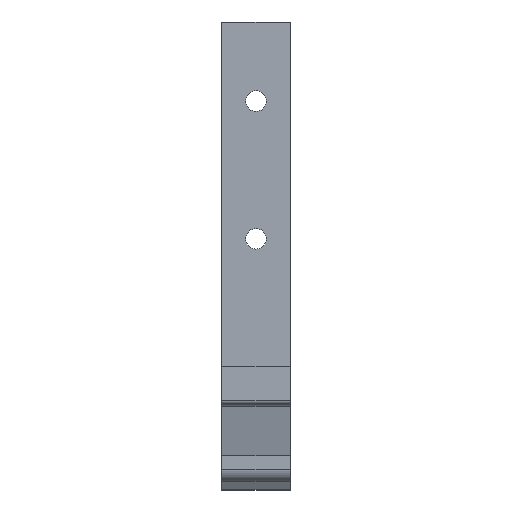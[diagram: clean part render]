
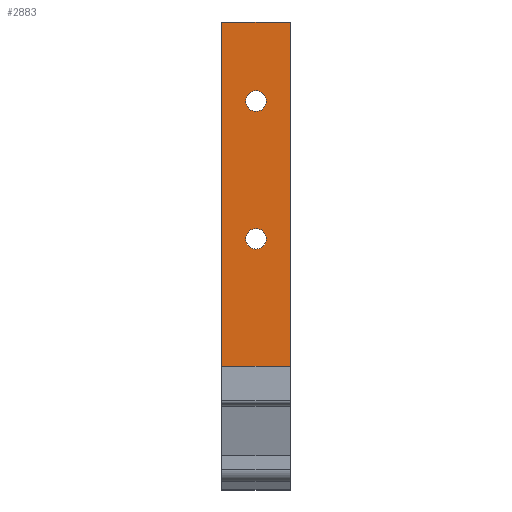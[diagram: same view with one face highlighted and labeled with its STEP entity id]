
A CAD part, front view. The second image highlights one B-rep face of the part: STEP entity #2883.
In plain terms, the highlighted planar face has unit normal (0, -1, 0).
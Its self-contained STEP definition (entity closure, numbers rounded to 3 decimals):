
#653 = VERTEX_POINT('',#654);
#654 = CARTESIAN_POINT('',(-41.,54.75,62.));
#661 = EDGE_CURVE('',#662,#653,#664,.T.);
#662 = VERTEX_POINT('',#663);
#663 = CARTESIAN_POINT('',(-41.,54.75,12.));
#664 = LINE('',#665,#666);
#665 = CARTESIAN_POINT('',(-41.,54.75,12.));
#666 = VECTOR('',#667,1.);
#667 = DIRECTION('',(0.,0.,1.));
#1468 = VERTEX_POINT('',#1469);
#1469 = CARTESIAN_POINT('',(-31.,54.75,62.));
#1476 = EDGE_CURVE('',#1477,#1468,#1479,.T.);
#1477 = VERTEX_POINT('',#1478);
#1478 = CARTESIAN_POINT('',(-31.,54.75,12.));
#1479 = LINE('',#1480,#1481);
#1480 = CARTESIAN_POINT('',(-31.,54.75,12.));
#1481 = VECTOR('',#1482,1.);
#1482 = DIRECTION('',(0.,0.,1.));
#2872 = EDGE_CURVE('',#653,#1468,#2873,.T.);
#2873 = LINE('',#2874,#2875);
#2874 = CARTESIAN_POINT('',(-41.,54.75,62.));
#2875 = VECTOR('',#2876,1.);
#2876 = DIRECTION('',(1.,0.,0.));
#2883 = ADVANCED_FACE('',(#2884,#2895,#2906),#2917,.T.);
#2884 = FACE_BOUND('',#2885,.T.);
#2885 = EDGE_LOOP('',(#2886,#2892,#2893,#2894));
#2886 = ORIENTED_EDGE('',*,*,#2887,.T.);
#2887 = EDGE_CURVE('',#662,#1477,#2888,.T.);
#2888 = LINE('',#2889,#2890);
#2889 = CARTESIAN_POINT('',(-41.,54.75,12.));
#2890 = VECTOR('',#2891,1.);
#2891 = DIRECTION('',(1.,0.,0.));
#2892 = ORIENTED_EDGE('',*,*,#1476,.T.);
#2893 = ORIENTED_EDGE('',*,*,#2872,.F.);
#2894 = ORIENTED_EDGE('',*,*,#661,.F.);
#2895 = FACE_BOUND('',#2896,.T.);
#2896 = EDGE_LOOP('',(#2897));
#2897 = ORIENTED_EDGE('',*,*,#2898,.F.);
#2898 = EDGE_CURVE('',#2899,#2899,#2901,.T.);
#2899 = VERTEX_POINT('',#2900);
#2900 = CARTESIAN_POINT('',(-34.5,54.75,30.5));
#2901 = CIRCLE('',#2902,1.5);
#2902 = AXIS2_PLACEMENT_3D('',#2903,#2904,#2905);
#2903 = CARTESIAN_POINT('',(-36.,54.75,30.5));
#2904 = DIRECTION('',(0.,-1.,0.));
#2905 = DIRECTION('',(1.,0.,0.));
#2906 = FACE_BOUND('',#2907,.T.);
#2907 = EDGE_LOOP('',(#2908));
#2908 = ORIENTED_EDGE('',*,*,#2909,.F.);
#2909 = EDGE_CURVE('',#2910,#2910,#2912,.T.);
#2910 = VERTEX_POINT('',#2911);
#2911 = CARTESIAN_POINT('',(-34.5,54.75,50.5));
#2912 = CIRCLE('',#2913,1.5);
#2913 = AXIS2_PLACEMENT_3D('',#2914,#2915,#2916);
#2914 = CARTESIAN_POINT('',(-36.,54.75,50.5));
#2915 = DIRECTION('',(0.,-1.,0.));
#2916 = DIRECTION('',(1.,0.,0.));
#2917 = PLANE('',#2918);
#2918 = AXIS2_PLACEMENT_3D('',#2919,#2920,#2921);
#2919 = CARTESIAN_POINT('',(-41.,54.75,12.));
#2920 = DIRECTION('',(0.,-1.,0.));
#2921 = DIRECTION('',(0.,0.,1.));
